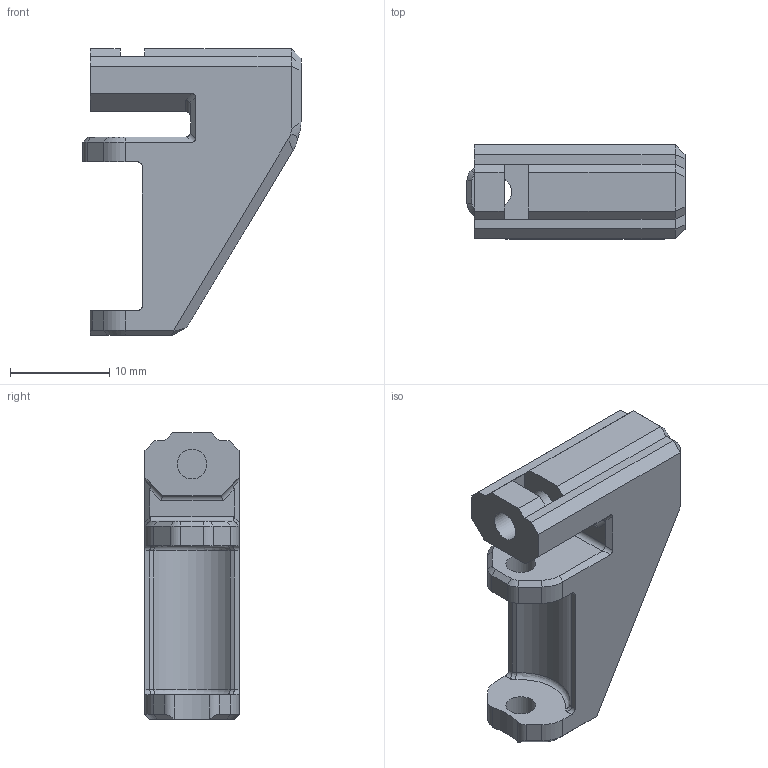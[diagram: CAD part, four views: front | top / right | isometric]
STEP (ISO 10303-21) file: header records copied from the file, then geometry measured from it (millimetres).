
FILE_DESCRIPTION(/* description */ (''),/* implementation_level */ '2;1');
FILE_NAME(/* name */ 'tensioner_new.step',/* time_stamp */ '2021-09-28T04:56:33+07:00',/* author */ (''),/* organization */ (''),/* preprocessor_version */ 'ST-DEVELOPER v18.1',/* originating_system */ 'Autodesk Translation Framework v10.10.0.1391',/* authorisation */ '');
FILE_SCHEMA (('AUTOMOTIVE_DESIGN { 1 0 10303 214 3 1 1 }'));
Length unit declared in the file: millimetre
Products named in the file (1): GearTensioner
Bounding box: 22 x 9.5 x 28.93 mm (x, y, z)
Volume: 3173.3 mm3; surface area: 1928.3 mm2
Topology: 1 solids, 1 shells, 111 faces, 297 edges, 188 vertices
Faces by surface type: plane 63, cylinder 32, bspline 8, cone 6, torus 2
Full cylindrical faces by diameter (mm): 3 x4
Entity records: 3958 total; most frequent: CARTESIAN_POINT 1167, ORIENTED_EDGE 594, DIRECTION 545, EDGE_CURVE 297, LINE 201, VECTOR 201, VERTEX_POINT 188, AXIS2_PLACEMENT_3D 172
